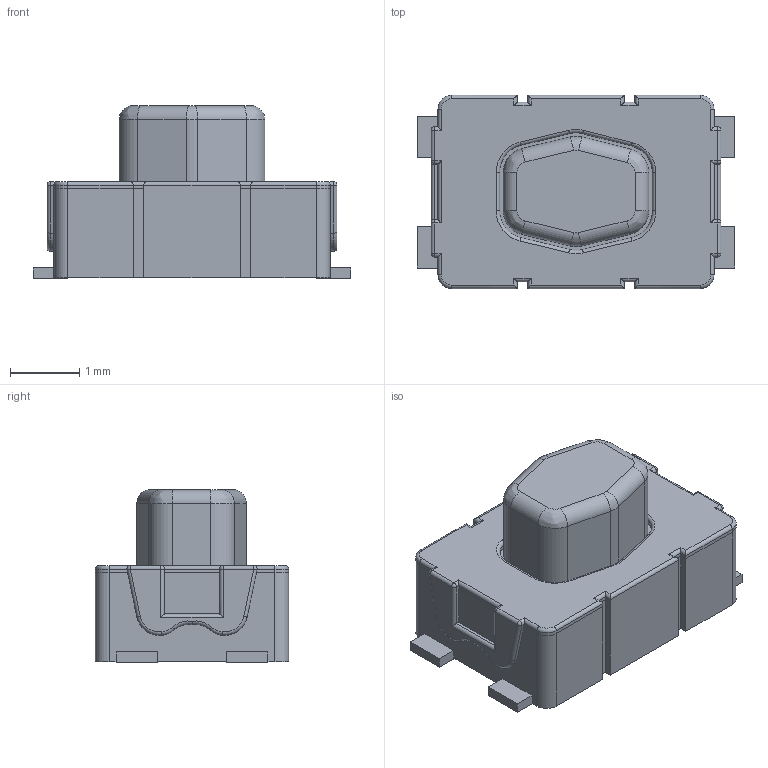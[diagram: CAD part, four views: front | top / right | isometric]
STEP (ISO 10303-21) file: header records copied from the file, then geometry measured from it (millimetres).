
FILE_DESCRIPTION(/* description */ (''),/* implementation_level */ '2;1');
FILE_NAME(/* name */ 'C&K - KMR7.step',/* time_stamp */ '2019-12-04T17:53:17+00:00',/* author */ (''),/* organization */ (''),/* preprocessor_version */ 'ST-DEVELOPER v18',/* originating_system */ 'Autodesk Translation Framework v8.12.0.6',/* authorisation */ '');
FILE_SCHEMA (('AUTOMOTIVE_DESIGN { 1 0 10303 214 3 1 1 }'));
Length unit declared in the file: millimetre
Products named in the file (1): C&K - KMR7
Bounding box: 4.6 x 2.8 x 2.5 mm (x, y, z)
Volume: 18.8 mm3; surface area: 51.8 mm2
Topology: 1 solids, 1 shells, 218 faces, 532 edges, 318 vertices
Faces by surface type: plane 92, cylinder 90, torus 22, sphere 8, bspline 6
Entity records: 6438 total; most frequent: DIRECTION 1144, CARTESIAN_POINT 1139, ORIENTED_EDGE 1064, EDGE_CURVE 532, AXIS2_PLACEMENT_3D 401, LINE 342, VECTOR 342, VERTEX_POINT 318
